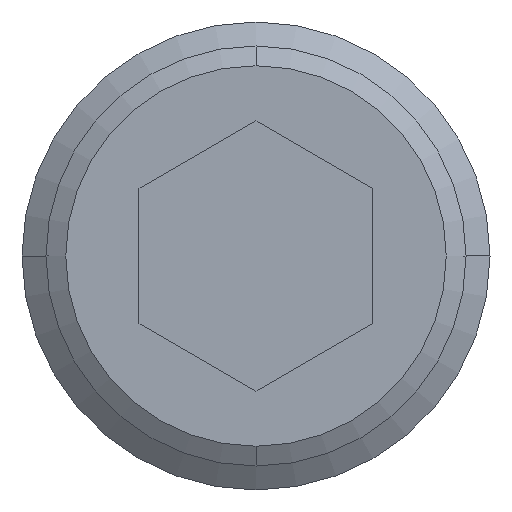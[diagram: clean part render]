
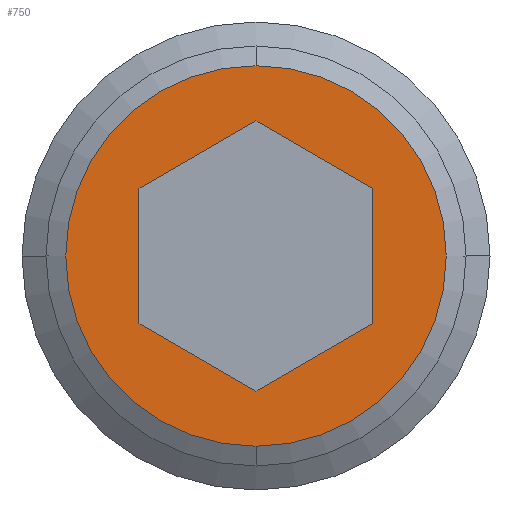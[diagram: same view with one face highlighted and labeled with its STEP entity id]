
A CAD part, left-side view. The second image highlights one B-rep face of the part: STEP entity #750.
In plain terms, the highlighted planar face has unit normal (-1, 0, 0).
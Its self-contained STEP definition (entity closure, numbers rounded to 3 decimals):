
#9 = CARTESIAN_POINT ( 'NONE',  ( 0., 0., -0.866 ) ) ;
#39 = ORIENTED_EDGE ( 'NONE', *, *, #723, .T. ) ;
#173 = ORIENTED_EDGE ( 'NONE', *, *, #531, .T. ) ;
#282 = LINE ( 'NONE', #1132, #2092 ) ;
#292 = FACE_OUTER_BOUND ( 'NONE', #597, .T. ) ;
#300 = VERTEX_POINT ( 'NONE', #857 ) ;
#337 = AXIS2_PLACEMENT_3D ( 'NONE', #444, #809, #624 ) ;
#348 = CARTESIAN_POINT ( 'NONE',  ( 0., -0.75, -0.433 ) ) ;
#432 = DIRECTION ( 'NONE',  ( 0., 0., 1. ) ) ;
#438 = VERTEX_POINT ( 'NONE', #538 ) ;
#444 = CARTESIAN_POINT ( 'NONE',  ( 0., 0., 0. ) ) ;
#454 = CARTESIAN_POINT ( 'NONE',  ( 0., 0., 0. ) ) ;
#456 = EDGE_CURVE ( 'NONE', #300, #438, #1069, .T. ) ;
#464 = ORIENTED_EDGE ( 'NONE', *, *, #1852, .F. ) ;
#478 = ORIENTED_EDGE ( 'NONE', *, *, #1914, .F. ) ;
#496 = VERTEX_POINT ( 'NONE', #1570 ) ;
#506 = LINE ( 'NONE', #1045, #1328 ) ;
#518 = DIRECTION ( 'NONE',  ( 0., 0., -1. ) ) ;
#531 = EDGE_CURVE ( 'NONE', #586, #496, #1614, .T. ) ;
#538 = CARTESIAN_POINT ( 'NONE',  ( 0., 0.75, -0.433 ) ) ;
#574 = ORIENTED_EDGE ( 'NONE', *, *, #2120, .T. ) ;
#586 = VERTEX_POINT ( 'NONE', #1944 ) ;
#597 = EDGE_LOOP ( 'NONE', ( #173, #39 ) ) ;
#624 = DIRECTION ( 'NONE',  ( 0., 0., 1. ) ) ;
#688 = CARTESIAN_POINT ( 'NONE',  ( 0., 0.75, 0.433 ) ) ;
#723 = EDGE_CURVE ( 'NONE', #496, #586, #1029, .T. ) ;
#730 = DIRECTION ( 'NONE',  ( -1., 0., 0. ) ) ;
#750 = ADVANCED_FACE ( 'NONE', ( #292, #2177 ), #2026, .T. ) ;
#788 = VECTOR ( 'NONE', #1038, 1000. ) ;
#809 = DIRECTION ( 'NONE',  ( -1., 0., 0. ) ) ;
#817 = VECTOR ( 'NONE', #1955, 1000. ) ;
#829 = CARTESIAN_POINT ( 'NONE',  ( 0., -0.75, 0.433 ) ) ;
#845 = VERTEX_POINT ( 'NONE', #1691 ) ;
#857 = CARTESIAN_POINT ( 'NONE',  ( 0., 0.75, 0.433 ) ) ;
#893 = LINE ( 'NONE', #348, #2200 ) ;
#911 = LINE ( 'NONE', #1100, #817 ) ;
#920 = DIRECTION ( 'NONE',  ( 0., 0., 1. ) ) ;
#932 = VERTEX_POINT ( 'NONE', #829 ) ;
#948 = VECTOR ( 'NONE', #518, 1000. ) ;
#1029 = CIRCLE ( 'NONE', #1318, 1.22 ) ;
#1038 = DIRECTION ( 'NONE',  ( 0., -0.866, 0.5 ) ) ;
#1045 = CARTESIAN_POINT ( 'NONE',  ( 0., -0.75, 0.433 ) ) ;
#1069 = LINE ( 'NONE', #1925, #948 ) ;
#1100 = CARTESIAN_POINT ( 'NONE',  ( 0., 0.75, -0.433 ) ) ;
#1132 = CARTESIAN_POINT ( 'NONE',  ( 0., -0.75, 0.433 ) ) ;
#1188 = ORIENTED_EDGE ( 'NONE', *, *, #1285, .T. ) ;
#1250 = AXIS2_PLACEMENT_3D ( 'NONE', #1592, #730, #920 ) ;
#1253 = DIRECTION ( 'NONE',  ( 0., 0.866, -0.5 ) ) ;
#1266 = CARTESIAN_POINT ( 'NONE',  ( 0., 0., 0.866 ) ) ;
#1285 = EDGE_CURVE ( 'NONE', #300, #1598, #2051, .T. ) ;
#1318 = AXIS2_PLACEMENT_3D ( 'NONE', #454, #2159, #432 ) ;
#1328 = VECTOR ( 'NONE', #1730, 1000. ) ;
#1442 = VERTEX_POINT ( 'NONE', #9 ) ;
#1570 = CARTESIAN_POINT ( 'NONE',  ( 0., 0., 1.22 ) ) ;
#1592 = CARTESIAN_POINT ( 'NONE',  ( 0., 0., 0. ) ) ;
#1598 = VERTEX_POINT ( 'NONE', #1266 ) ;
#1614 = CIRCLE ( 'NONE', #1250, 1.22 ) ;
#1691 = CARTESIAN_POINT ( 'NONE',  ( 0., -0.75, -0.433 ) ) ;
#1730 = DIRECTION ( 'NONE',  ( 0., 0.866, 0.5 ) ) ;
#1787 = EDGE_CURVE ( 'NONE', #845, #1442, #893, .T. ) ;
#1852 = EDGE_CURVE ( 'NONE', #932, #1598, #506, .T. ) ;
#1914 = EDGE_CURVE ( 'NONE', #438, #1442, #911, .T. ) ;
#1925 = CARTESIAN_POINT ( 'NONE',  ( 0., 0.75, 0.433 ) ) ;
#1933 = ORIENTED_EDGE ( 'NONE', *, *, #1787, .T. ) ;
#1944 = CARTESIAN_POINT ( 'NONE',  ( 0., 0., -1.22 ) ) ;
#1955 = DIRECTION ( 'NONE',  ( 0., -0.866, -0.5 ) ) ;
#2026 = PLANE ( 'NONE',  #337 ) ;
#2051 = LINE ( 'NONE', #688, #788 ) ;
#2092 = VECTOR ( 'NONE', #2203, 1000. ) ;
#2120 = EDGE_CURVE ( 'NONE', #932, #845, #282, .T. ) ;
#2121 = ORIENTED_EDGE ( 'NONE', *, *, #456, .F. ) ;
#2159 = DIRECTION ( 'NONE',  ( -1., 0., 0. ) ) ;
#2177 = FACE_BOUND ( 'NONE', #2194, .T. ) ;
#2194 = EDGE_LOOP ( 'NONE', ( #2121, #1188, #464, #574, #1933, #478 ) ) ;
#2200 = VECTOR ( 'NONE', #1253, 1000. ) ;
#2203 = DIRECTION ( 'NONE',  ( 0., 0., -1. ) ) ;
